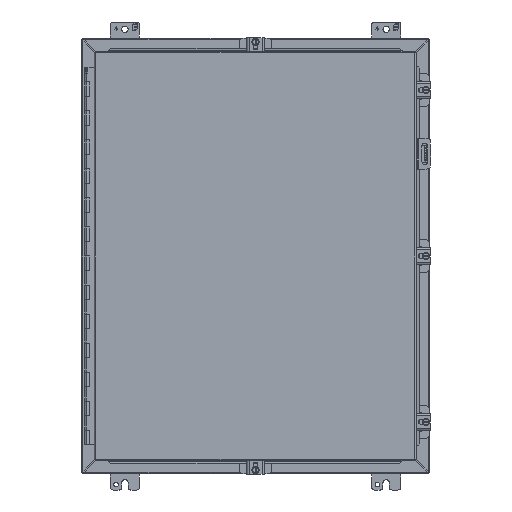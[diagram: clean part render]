
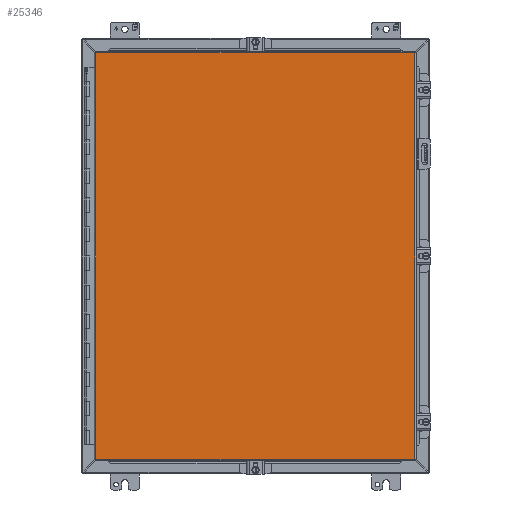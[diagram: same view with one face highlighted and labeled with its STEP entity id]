
A CAD part, front view. The second image highlights one B-rep face of the part: STEP entity #25346.
In plain terms, the highlighted planar face has unit normal (0, -1, 0).
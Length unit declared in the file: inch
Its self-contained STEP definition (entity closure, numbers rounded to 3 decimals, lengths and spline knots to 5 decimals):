
#1548 = AXIS2_PLACEMENT_3D ( 'NONE', #32154, #35957, #27046 ) ;
#2152 = DIRECTION ( 'NONE',  ( -1., 0., 0. ) ) ;
#2255 = VECTOR ( 'NONE', #11058, 39.37008 ) ;
#2696 = LINE ( 'NONE', #47562, #45538 ) ;
#5989 = EDGE_CURVE ( 'NONE', #38023, #34241, #2696, .T. ) ;
#6985 = CARTESIAN_POINT ( 'NONE',  ( -11.017, -13.21, -13.9945 ) ) ;
#7329 = PLANE ( 'NONE',  #1548 ) ;
#7639 = ORIENTED_EDGE ( 'NONE', *, *, #47813, .F. ) ;
#11058 = DIRECTION ( 'NONE',  ( 0., 0., 1. ) ) ;
#13586 = DIRECTION ( 'NONE',  ( 0., 0., -1. ) ) ;
#16487 = DIRECTION ( 'NONE',  ( 1., 0., 0. ) ) ;
#19428 = ORIENTED_EDGE ( 'NONE', *, *, #22708, .F. ) ;
#22708 = EDGE_CURVE ( 'NONE', #34241, #44966, #24242, .T. ) ;
#24242 = LINE ( 'NONE', #6985, #2255 ) ;
#24309 = LINE ( 'NONE', #24579, #30559 ) ;
#24579 = CARTESIAN_POINT ( 'NONE',  ( -11.017, -13.21, 13.9945 ) ) ;
#25346 = ADVANCED_FACE ( 'NONE', ( #40542 ), #7329, .T. ) ;
#27046 = DIRECTION ( 'NONE',  ( 0., 0., -1. ) ) ;
#30008 = CARTESIAN_POINT ( 'NONE',  ( -11.017, -13.21, -13.9945 ) ) ;
#30138 = ORIENTED_EDGE ( 'NONE', *, *, #30367, .F. ) ;
#30365 = VECTOR ( 'NONE', #13586, 39.37008 ) ;
#30367 = EDGE_CURVE ( 'NONE', #44966, #38848, #24309, .T. ) ;
#30559 = VECTOR ( 'NONE', #16487, 39.37008 ) ;
#32154 = CARTESIAN_POINT ( 'NONE',  ( -11.017, -13.21, -13.9945 ) ) ;
#33192 = CARTESIAN_POINT ( 'NONE',  ( 10.955, -13.21, 13.9945 ) ) ;
#34241 = VERTEX_POINT ( 'NONE', #30008 ) ;
#35291 = CARTESIAN_POINT ( 'NONE',  ( -11.017, -13.21, 13.9945 ) ) ;
#35957 = DIRECTION ( 'NONE',  ( 0., -1., 0. ) ) ;
#36641 = CARTESIAN_POINT ( 'NONE',  ( 10.955, -13.21, -13.9945 ) ) ;
#37191 = ORIENTED_EDGE ( 'NONE', *, *, #5989, .F. ) ;
#38023 = VERTEX_POINT ( 'NONE', #36641 ) ;
#38652 = EDGE_LOOP ( 'NONE', ( #7639, #30138, #19428, #37191 ) ) ;
#38848 = VERTEX_POINT ( 'NONE', #33192 ) ;
#39485 = LINE ( 'NONE', #51678, #30365 ) ;
#40542 = FACE_OUTER_BOUND ( 'NONE', #38652, .T. ) ;
#44966 = VERTEX_POINT ( 'NONE', #35291 ) ;
#45538 = VECTOR ( 'NONE', #2152, 39.37008 ) ;
#47562 = CARTESIAN_POINT ( 'NONE',  ( 10.955, -13.21, -13.9945 ) ) ;
#47813 = EDGE_CURVE ( 'NONE', #38848, #38023, #39485, .T. ) ;
#51678 = CARTESIAN_POINT ( 'NONE',  ( 10.955, -13.21, 13.9945 ) ) ;
